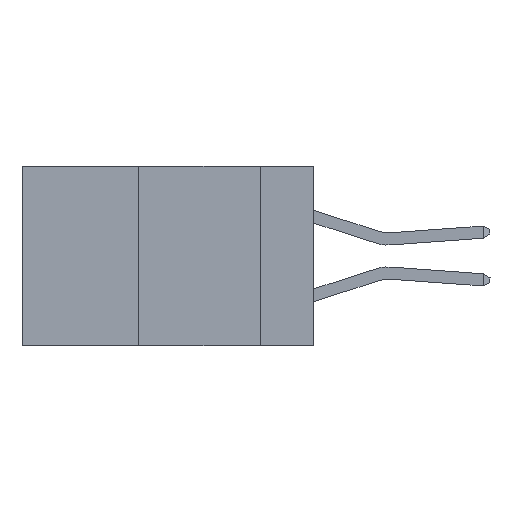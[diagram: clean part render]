
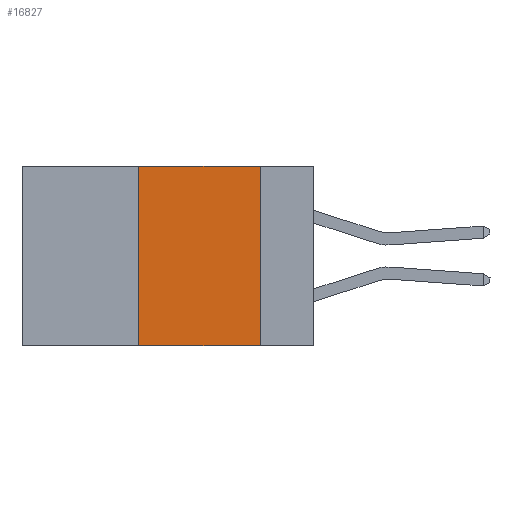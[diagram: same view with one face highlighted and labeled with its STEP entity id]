
A CAD part, left-side view. The second image highlights one B-rep face of the part: STEP entity #16827.
In plain terms, the highlighted planar face has unit normal (-1, 0, 0).
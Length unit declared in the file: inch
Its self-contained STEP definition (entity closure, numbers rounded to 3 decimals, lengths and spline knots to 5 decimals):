
#272 = VERTEX_POINT ( 'NONE', #10510 ) ;
#449 = VERTEX_POINT ( 'NONE', #2593 ) ;
#583 = CARTESIAN_POINT ( 'NONE',  ( 0., 0.6, -0.37 ) ) ;
#1063 = VERTEX_POINT ( 'NONE', #3640 ) ;
#1075 = CARTESIAN_POINT ( 'NONE',  ( 0., 0.11, -0.37 ) ) ;
#1492 = EDGE_CURVE ( 'NONE', #272, #449, #7199, .T. ) ;
#1803 = ORIENTED_EDGE ( 'NONE', *, *, #3175, .F. ) ;
#1963 = CARTESIAN_POINT ( 'NONE',  ( 0., 0.11, 0. ) ) ;
#2593 = CARTESIAN_POINT ( 'NONE',  ( 0., 0.36, 0. ) ) ;
#3175 = EDGE_CURVE ( 'NONE', #449, #1063, #10462, .T. ) ;
#3640 = CARTESIAN_POINT ( 'NONE',  ( 0., 0.11, 0. ) ) ;
#4320 = EDGE_CURVE ( 'NONE', #272, #9229, #9605, .T. ) ;
#4826 = DIRECTION ( 'NONE',  ( 0., -1., 0. ) ) ;
#4967 = PLANE ( 'NONE',  #12853 ) ;
#4990 = FACE_OUTER_BOUND ( 'NONE', #13612, .T. ) ;
#5244 = VECTOR ( 'NONE', #16379, 39.37008 ) ;
#5998 = DIRECTION ( 'NONE',  ( 0., 0., 1. ) ) ;
#6344 = DIRECTION ( 'NONE',  ( 1., 0., 0. ) ) ;
#6376 = VECTOR ( 'NONE', #5998, 39.37008 ) ;
#6434 = CARTESIAN_POINT ( 'NONE',  ( 0., 0.36, 0. ) ) ;
#7199 = LINE ( 'NONE', #6434, #6376 ) ;
#7685 = VECTOR ( 'NONE', #15450, 39.37008 ) ;
#9229 = VERTEX_POINT ( 'NONE', #1075 ) ;
#9605 = LINE ( 'NONE', #583, #12691 ) ;
#10283 = CARTESIAN_POINT ( 'NONE',  ( 0., 0.6, 0. ) ) ;
#10462 = LINE ( 'NONE', #16264, #5244 ) ;
#10510 = CARTESIAN_POINT ( 'NONE',  ( 0., 0.36, -0.37 ) ) ;
#11368 = ORIENTED_EDGE ( 'NONE', *, *, #4320, .T. ) ;
#12403 = ORIENTED_EDGE ( 'NONE', *, *, #13486, .F. ) ;
#12691 = VECTOR ( 'NONE', #4826, 39.37008 ) ;
#12853 = AXIS2_PLACEMENT_3D ( 'NONE', #10283, #6344, #15650 ) ;
#13486 = EDGE_CURVE ( 'NONE', #1063, #9229, #14744, .T. ) ;
#13612 = EDGE_LOOP ( 'NONE', ( #12403, #1803, #13951, #11368 ) ) ;
#13951 = ORIENTED_EDGE ( 'NONE', *, *, #1492, .F. ) ;
#14744 = LINE ( 'NONE', #1963, #7685 ) ;
#15450 = DIRECTION ( 'NONE',  ( 0., 0., -1. ) ) ;
#15650 = DIRECTION ( 'NONE',  ( 0., 0., -1. ) ) ;
#16264 = CARTESIAN_POINT ( 'NONE',  ( 0., 0.6, 0. ) ) ;
#16379 = DIRECTION ( 'NONE',  ( 0., -1., 0. ) ) ;
#16827 = ADVANCED_FACE ( 'NONE', ( #4990 ), #4967, .F. ) ;
